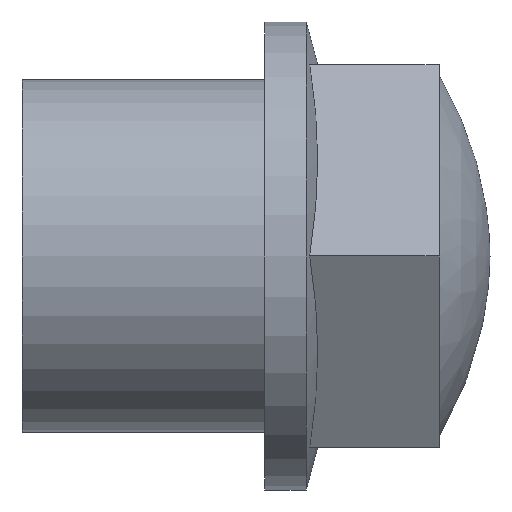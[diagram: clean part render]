
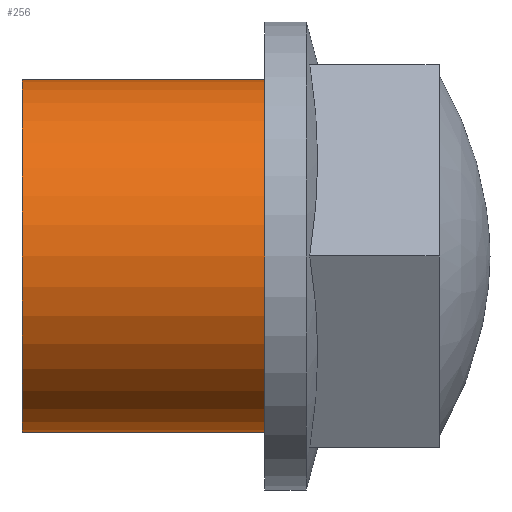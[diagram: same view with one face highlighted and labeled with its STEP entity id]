
A CAD part, front view. The second image highlights one B-rep face of the part: STEP entity #256.
In plain terms, the highlighted cylindrical face has radius 8.3 mm (diameter 16.6 mm), a full revolution.
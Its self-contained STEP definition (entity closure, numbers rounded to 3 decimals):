
#48=CYLINDRICAL_SURFACE($,#278,8.3);
#53=FACE_BOUND($,#81,.T.);
#63=FACE_OUTER_BOUND($,#80,.T.);
#80=EDGE_LOOP($,(#191));
#81=EDGE_LOOP($,(#192));
#118=CIRCLE($,#279,8.3);
#119=CIRCLE($,#280,8.3);
#128=VERTEX_POINT($,#401);
#129=VERTEX_POINT($,#403);
#156=EDGE_CURVE($,#128,#128,#118,.T.);
#157=EDGE_CURVE($,#129,#129,#119,.T.);
#191=ORIENTED_EDGE($,*,*,#156,.T.);
#192=ORIENTED_EDGE($,*,*,#157,.F.);
#256=ADVANCED_FACE($,(#63,#53),#48,.T.);
#278=AXIS2_PLACEMENT_3D($,#400,#309,#310);
#279=AXIS2_PLACEMENT_3D($,#402,#311,#312);
#280=AXIS2_PLACEMENT_3D($,#404,#313,#314);
#309=DIRECTION('center_axis',(-1.,0.,0.));
#310=DIRECTION('ref_axis',(0.,1.,0.));
#311=DIRECTION('center_axis',(-1.,0.,0.));
#312=DIRECTION('ref_axis',(0.,1.,0.));
#313=DIRECTION('center_axis',(-1.,0.,0.));
#314=DIRECTION('ref_axis',(0.,1.,0.));
#400=CARTESIAN_POINT('Origin',(5.2,0.,0.));
#401=CARTESIAN_POINT('',(11.4,-8.3,0.));
#402=CARTESIAN_POINT('Origin',(11.4,0.,0.));
#403=CARTESIAN_POINT('',(0.,-8.3,0.));
#404=CARTESIAN_POINT('Origin',(0.,0.,0.));
